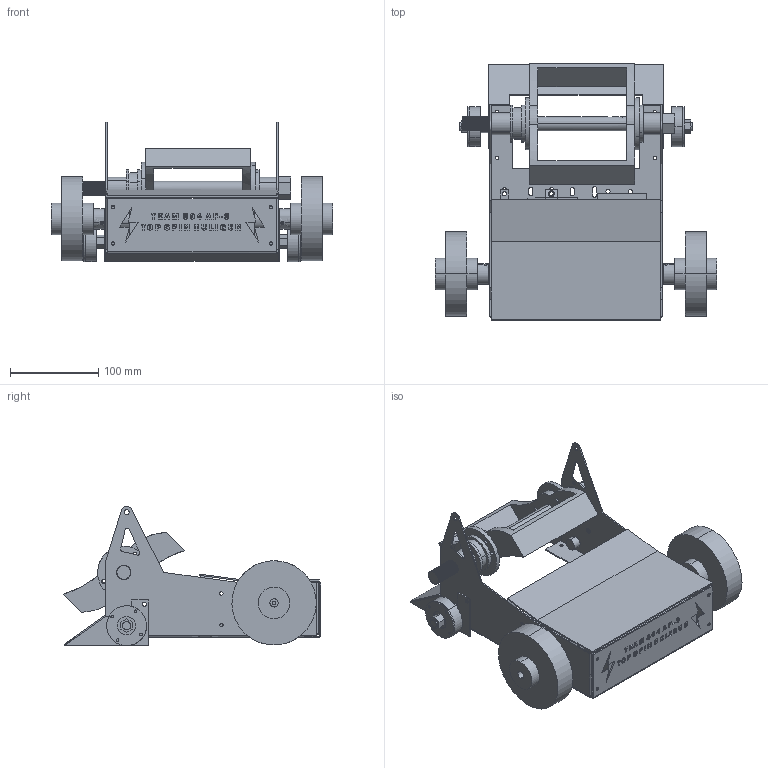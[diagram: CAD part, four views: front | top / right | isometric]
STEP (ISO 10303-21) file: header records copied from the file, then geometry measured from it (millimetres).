
FILE_DESCRIPTION(('FreeCAD Model'),'2;1');
FILE_NAME('Open CASCADE Shape Model','2025-04-25T19:38:17',('FreeCAD'),( 'FreeCAD'),'Open CASCADE STEP processor 7.6','FreeCAD','Unknown');
FILE_SCHEMA(('AUTOMOTIVE_DESIGN { 1 0 10303 214 1 1 1 1 }'));
Products named in the file (1): Open CASCADE STEP translator 7.6 1
Bounding box: 319.65 x 292.04 x 158.12 mm (x, y, z)
Volume: 1457241 mm3; surface area: 546957.4 mm2
Topology: 53 solids, 53 shells, 1490 faces, 3944 edges, 2605 vertices
Faces by surface type: bspline 1490
Entity records: 64127 total; most frequent: CARTESIAN_POINT 41048, ORIENTED_EDGE 7888, EDGE_CURVE 3944, VERTEX_POINT 2605, B_SPLINE_CURVE_WITH_KNOTS 2454, FACE_BOUND 1915, EDGE_LOOP 1915, ADVANCED_FACE 1490
